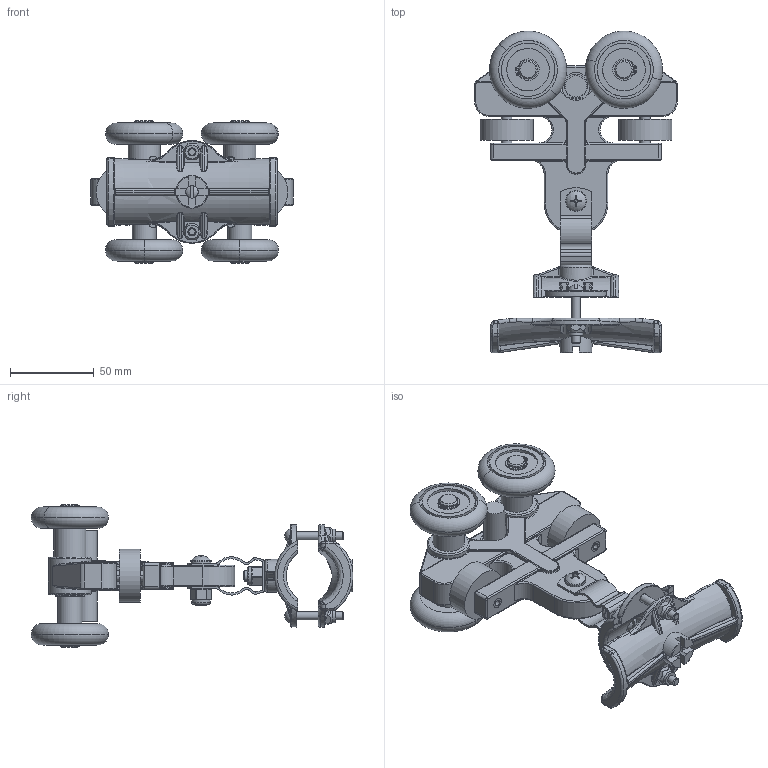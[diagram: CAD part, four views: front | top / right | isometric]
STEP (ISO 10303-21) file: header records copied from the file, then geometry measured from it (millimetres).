
FILE_DESCRIPTION((''),'2;1');
FILE_NAME('20092.stp','2011-03-30T07:32:45',('jholman'),(''),'Autodesk Inventor 2011','Autodesk Inventor 2011','');
FILE_SCHEMA(('AUTOMOTIVE_DESIGN { 1 0 10303 214 1 1 1 1 }'));
Length unit declared in the file: inch
Products named in the file (21): 20092; 20090; 59900; 3D11M6B4B; 3D11G6B4A; 3D1129B4B; 3D11E6B4A; 3D11OBB4B; 70020; 3D11T2B4A; 3D11F6B4A; 57135; 3D11JHF4B; 3D11IHF4A; 3D11HHF4A; 3D11UCD4A; Slotted Round Head Cap Screw - Inch 1/4-20 UNC - 0.75; Cross Recessed Pan Head Machine Screw - Type I - Inch 1/4 - 20 - 1; 3D11Q9B4A; Slotted Round Head Machine Screw - Inch 10 - 24 x 1 1/4; Prevailing Torque Type Hex Nut - Inch (IFI) No. 10 - 24 Top Insert Type
Assembly tree (33 placements, depth 4):
  20092
    20090
      59900
      3D11M6B4B  x2
      3D11G6B4A  x2
      3D1129B4B  x4
      3D11E6B4A  x4
      3D11OBB4B  x2
        70020
        3D11T2B4A
      3D11F6B4A  x2
      57135
    3D11JHF4B
      3D11IHF4A
      3D11HHF4A
      3D11UCD4A
      Slotted Round Head Cap Screw - Inch 1/4-20 UNC - 0.75
      Cross Recessed Pan Head Machine Screw - Type I - Inch 1/4 - 20 - 1
      3D11Q9B4A  x2
      Slotted Round Head Machine Screw - Inch 10 - 24 x 1 1/4  x2
      Prevailing Torque Type Hex Nut - Inch (IFI) No. 10 - 24 Top Insert Type  x2
Bounding box: 120.65 x 191.71 x 85.09 mm (x, y, z)
Volume: 268852.8 mm3; surface area: 100484.9 mm2
Topology: 31 solids, 31 shells, 1627 faces, 3950 edges, 2318 vertices
Faces by surface type: cylinder 581, bspline 420, plane 337, torus 199, cone 58, sphere 32
Full cylindrical faces by diameter (mm): 1.194 x4, 3.683 x2, 4.826 x2, 5.159 x2, 5.556 x2, 6.35 x8, 6.747 x2, 7.144 x2, 7.442 x1, 7.541 x1, 8.096 x2, 9.525 x1, 10.319 x1, 10.465 x4, 11.138 x8, 11.887 x2, 12.497 x1, 12.7 x4, 13.097 x1, 13.259 x2, 14.288 x6, 16.669 x2, 19.05 x2, 19.329 x1, 25.4 x2, 31.75 x2
Entity records: 47201 total; most frequent: CARTESIAN_POINT 20097, ORIENTED_EDGE 5694, DIRECTION 5173, EDGE_CURVE 2847, AXIS2_PLACEMENT_3D 2236, VERTEX_POINT 1735, EDGE_LOOP 1396, FACE_OUTER_BOUND 1243
